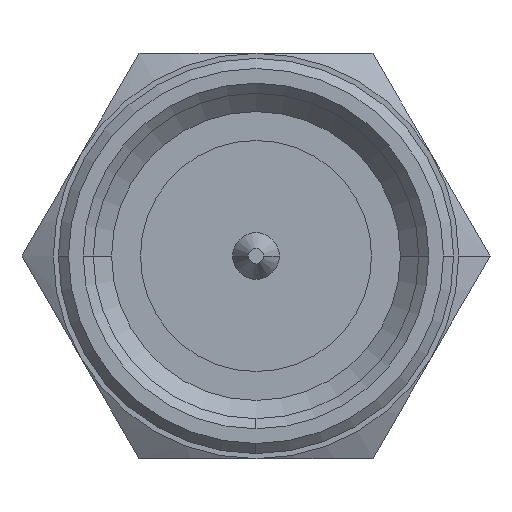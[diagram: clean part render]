
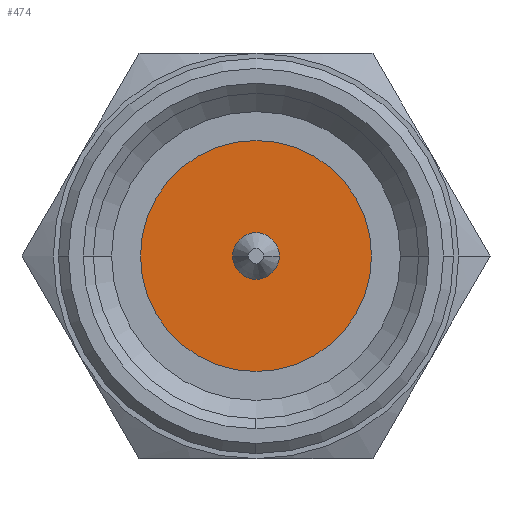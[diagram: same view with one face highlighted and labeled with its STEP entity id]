
A CAD part, left-side view. The second image highlights one B-rep face of the part: STEP entity #474.
In plain terms, the highlighted planar face has unit normal (-1, 0, 0).
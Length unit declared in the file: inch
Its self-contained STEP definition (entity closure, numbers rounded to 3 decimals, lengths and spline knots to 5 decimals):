
#55 = FACE_BOUND ( 'NONE', #664, .T. ) ;
#96 = CARTESIAN_POINT ( 'NONE',  ( 0.11811, -0.08976, 0. ) ) ;
#302 = CARTESIAN_POINT ( 'NONE',  ( 0.11811, 0.01811, 0. ) ) ;
#329 = CIRCLE ( 'NONE', #1084, 0.01811 ) ;
#387 = CARTESIAN_POINT ( 'NONE',  ( 0.11811, 0., 0. ) ) ;
#401 = DIRECTION ( 'NONE',  ( -1., 0., 0. ) ) ;
#474 = ADVANCED_FACE ( 'NONE', ( #55, #3665 ), #3308, .T. ) ;
#521 = EDGE_LOOP ( 'NONE', ( #3177, #3523 ) ) ;
#591 = CARTESIAN_POINT ( 'NONE',  ( 0.11811, 0.08976, 0. ) ) ;
#664 = EDGE_LOOP ( 'NONE', ( #3946, #4194 ) ) ;
#724 = DIRECTION ( 'NONE',  ( 0., 0., 1. ) ) ;
#831 = EDGE_CURVE ( 'NONE', #1762, #4042, #1080, .T. ) ;
#982 = DIRECTION ( 'NONE',  ( -1., 0., 0. ) ) ;
#1080 = CIRCLE ( 'NONE', #1470, 0.08976 ) ;
#1084 = AXIS2_PLACEMENT_3D ( 'NONE', #3925, #4330, #1454 ) ;
#1201 = EDGE_CURVE ( 'NONE', #3408, #2947, #329, .T. ) ;
#1454 = DIRECTION ( 'NONE',  ( 0., -1., 0. ) ) ;
#1470 = AXIS2_PLACEMENT_3D ( 'NONE', #387, #2938, #4364 ) ;
#1500 = CARTESIAN_POINT ( 'NONE',  ( 0.11811, 0., 0. ) ) ;
#1656 = CARTESIAN_POINT ( 'NONE',  ( 0.11811, 0., 0. ) ) ;
#1762 = VERTEX_POINT ( 'NONE', #591 ) ;
#1826 = CIRCLE ( 'NONE', #2752, 0.08976 ) ;
#2085 = DIRECTION ( 'NONE',  ( -1., 0., 0. ) ) ;
#2466 = AXIS2_PLACEMENT_3D ( 'NONE', #1500, #401, #724 ) ;
#2752 = AXIS2_PLACEMENT_3D ( 'NONE', #4591, #2085, #4567 ) ;
#2914 = EDGE_CURVE ( 'NONE', #1762, #4042, #1826, .T. ) ;
#2938 = DIRECTION ( 'NONE',  ( 1., 0., 0. ) ) ;
#2947 = VERTEX_POINT ( 'NONE', #302 ) ;
#3177 = ORIENTED_EDGE ( 'NONE', *, *, #2914, .T. ) ;
#3308 = PLANE ( 'NONE',  #2466 ) ;
#3349 = CARTESIAN_POINT ( 'NONE',  ( 0.11811, -0.01811, 0. ) ) ;
#3408 = VERTEX_POINT ( 'NONE', #3349 ) ;
#3502 = EDGE_CURVE ( 'NONE', #2947, #3408, #3709, .T. ) ;
#3523 = ORIENTED_EDGE ( 'NONE', *, *, #831, .F. ) ;
#3665 = FACE_OUTER_BOUND ( 'NONE', #521, .T. ) ;
#3709 = CIRCLE ( 'NONE', #3777, 0.01811 ) ;
#3777 = AXIS2_PLACEMENT_3D ( 'NONE', #1656, #982, #4273 ) ;
#3925 = CARTESIAN_POINT ( 'NONE',  ( 0.11811, 0., 0. ) ) ;
#3946 = ORIENTED_EDGE ( 'NONE', *, *, #1201, .F. ) ;
#4042 = VERTEX_POINT ( 'NONE', #96 ) ;
#4194 = ORIENTED_EDGE ( 'NONE', *, *, #3502, .F. ) ;
#4273 = DIRECTION ( 'NONE',  ( 0., 1., 0. ) ) ;
#4330 = DIRECTION ( 'NONE',  ( -1., 0., 0. ) ) ;
#4364 = DIRECTION ( 'NONE',  ( 0., 1., 0. ) ) ;
#4567 = DIRECTION ( 'NONE',  ( 0., 1., 0. ) ) ;
#4591 = CARTESIAN_POINT ( 'NONE',  ( 0.11811, 0., 0. ) ) ;
